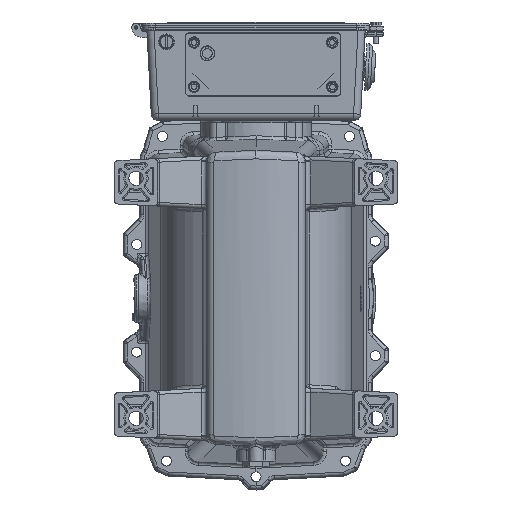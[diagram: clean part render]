
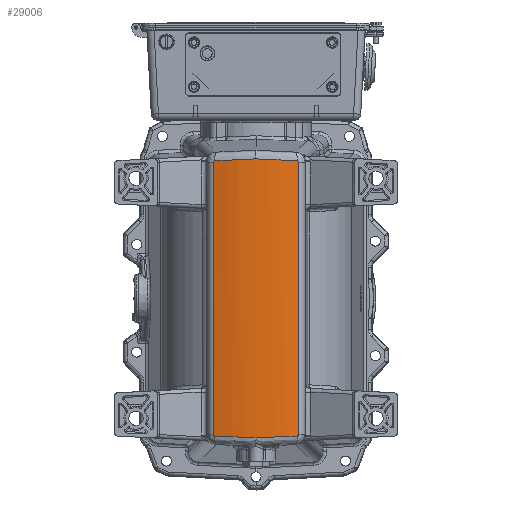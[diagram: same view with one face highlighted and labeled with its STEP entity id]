
A CAD part, front view. The second image highlights one B-rep face of the part: STEP entity #29006.
In plain terms, the highlighted cylindrical face has radius 240 mm (diameter 480 mm), a partial arc.
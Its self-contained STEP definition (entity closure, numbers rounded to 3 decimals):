
#3047=CARTESIAN_POINT('',(57.423,16.971,192.171));
#3048=CARTESIAN_POINT('',(51.203,15.438,192.405));
#3049=CARTESIAN_POINT('',(38.617,12.865,192.904));
#3050=CARTESIAN_POINT('',(19.394,10.523,193.746));
#3051=CARTESIAN_POINT('',(6.471,10.,194.364));
#3052=CARTESIAN_POINT('',(0.,10.,
194.687));
#3054=CARTESIAN_POINT('',(59.441,17.477,190.2));
#3055=CARTESIAN_POINT('',(59.441,17.477,190.371));
#3056=CARTESIAN_POINT('',(59.397,17.466,190.7));
#3057=CARTESIAN_POINT('',(59.195,17.415,191.175));
#3058=CARTESIAN_POINT('',(58.873,17.333,191.583));
#3059=CARTESIAN_POINT('',(58.452,17.227,191.901));
#3060=CARTESIAN_POINT('',(57.954,17.102,192.109));
#3061=CARTESIAN_POINT('',(57.604,17.016,192.164));
#3062=CARTESIAN_POINT('',(57.423,16.971,192.171));
#3064=DIRECTION('',(0.,0.,1.));
#3065=VECTOR('',#3064,380.401);
#3066=CARTESIAN_POINT('',(59.441,17.477,-190.2));
#3067=LINE('',#3066,#3065);
#3068=CARTESIAN_POINT('',(57.423,16.971,-192.171));
#3069=CARTESIAN_POINT('',(57.604,17.016,-192.164));
#3070=CARTESIAN_POINT('',(57.954,17.102,-192.109));
#3071=CARTESIAN_POINT('',(58.452,17.227,-191.901));
#3072=CARTESIAN_POINT('',(58.873,17.333,-191.583));
#3073=CARTESIAN_POINT('',(59.195,17.415,-191.175));
#3074=CARTESIAN_POINT('',(59.397,17.466,-190.7));
#3075=CARTESIAN_POINT('',(59.441,17.477,-190.371));
#3076=CARTESIAN_POINT('',(59.441,17.477,-190.2));
#3078=CARTESIAN_POINT('',(0.,10.,
-194.687));
#3079=CARTESIAN_POINT('',(6.471,10.,-194.364));
#3080=CARTESIAN_POINT('',(19.394,10.523,-193.746));
#3081=CARTESIAN_POINT('',(38.617,12.865,-192.904));
#3082=CARTESIAN_POINT('',(51.203,15.438,-192.405));
#3083=CARTESIAN_POINT('',(57.423,16.971,-192.171));
#3085=CARTESIAN_POINT('',(-57.423,16.971,
-192.171));
#3086=CARTESIAN_POINT('',(-51.203,15.438,
-192.405));
#3087=CARTESIAN_POINT('',(-38.617,12.865,
-192.904));
#3088=CARTESIAN_POINT('',(-19.394,10.523,
-193.746));
#3089=CARTESIAN_POINT('',(-6.471,10.,
-194.364));
#3090=CARTESIAN_POINT('',(0.,10.,
-194.687));
#3092=CARTESIAN_POINT('',(-59.441,17.477,
-190.2));
#3093=CARTESIAN_POINT('',(-59.441,17.477,
-190.371));
#3094=CARTESIAN_POINT('',(-59.397,17.466,
-190.7));
#3095=CARTESIAN_POINT('',(-59.195,17.415,
-191.175));
#3096=CARTESIAN_POINT('',(-58.873,17.333,
-191.583));
#3097=CARTESIAN_POINT('',(-58.452,17.227,
-191.901));
#3098=CARTESIAN_POINT('',(-57.954,17.102,
-192.109));
#3099=CARTESIAN_POINT('',(-57.604,17.016,
-192.164));
#3100=CARTESIAN_POINT('',(-57.423,16.971,
-192.171));
#3102=DIRECTION('',(0.,0.,-1.));
#3103=VECTOR('',#3102,380.401);
#3104=CARTESIAN_POINT('',(-59.441,17.477,190.2));
#3105=LINE('',#3104,#3103);
#3106=CARTESIAN_POINT('',(-57.423,16.971,192.171));
#3107=CARTESIAN_POINT('',(-57.604,17.016,192.164));
#3108=CARTESIAN_POINT('',(-57.954,17.102,192.109));
#3109=CARTESIAN_POINT('',(-58.452,17.227,191.901));
#3110=CARTESIAN_POINT('',(-58.873,17.333,191.583));
#3111=CARTESIAN_POINT('',(-59.195,17.415,191.175));
#3112=CARTESIAN_POINT('',(-59.397,17.466,190.7));
#3113=CARTESIAN_POINT('',(-59.441,17.477,190.371));
#3114=CARTESIAN_POINT('',(-59.441,17.477,190.2));
#3116=CARTESIAN_POINT('',(0.,10.,
194.687));
#3117=CARTESIAN_POINT('',(-6.471,10.,194.364));
#3118=CARTESIAN_POINT('',(-19.394,10.523,193.746));
#3119=CARTESIAN_POINT('',(-38.617,12.865,192.904));
#3120=CARTESIAN_POINT('',(-51.203,15.438,192.405));
#3121=CARTESIAN_POINT('',(-57.423,16.971,192.171));
#22821=VERTEX_POINT('',#3047);
#22822=VERTEX_POINT('',#3052);
#22823=VERTEX_POINT('',#3054);
#22825=CARTESIAN_POINT('',(59.441,17.477,
-190.2));
#22826=VERTEX_POINT('',#22825);
#22829=VERTEX_POINT('',#3068);
#22831=VERTEX_POINT('',#3078);
#22832=VERTEX_POINT('',#3121);
#22834=VERTEX_POINT('',#3114);
#22836=CARTESIAN_POINT('',(-59.441,17.477,
-190.2));
#22837=VERTEX_POINT('',#22836);
#22840=VERTEX_POINT('',#3100);
#28979=CARTESIAN_POINT('',(0.,250.,-200.5));
#28980=DIRECTION('',(0.,0.,1.));
#28981=DIRECTION('',(1.,0.,0.));
#28982=AXIS2_PLACEMENT_3D('',#28979,#28980,#28981);
#28983=CYLINDRICAL_SURFACE('',#28982,240.);
#28985=ORIENTED_EDGE('',*,*,#28984,.F.);
#28987=ORIENTED_EDGE('',*,*,#28986,.F.);
#28989=ORIENTED_EDGE('',*,*,#28988,.F.);
#28991=ORIENTED_EDGE('',*,*,#28990,.F.);
#28993=ORIENTED_EDGE('',*,*,#28992,.F.);
#28995=ORIENTED_EDGE('',*,*,#28994,.F.);
#28997=ORIENTED_EDGE('',*,*,#28996,.F.);
#28999=ORIENTED_EDGE('',*,*,#28998,.F.);
#29001=ORIENTED_EDGE('',*,*,#29000,.F.);
#29003=ORIENTED_EDGE('',*,*,#29002,.F.);
#29004=EDGE_LOOP('',(#28985,#28987,#28989,#28991,#28993,#28995,#28997,#28999,
#29001,#29003));
#29005=FACE_OUTER_BOUND('',#29004,.F.);
#29006=ADVANCED_FACE('',(#29005),#28983,.T.);
#3053=B_SPLINE_CURVE_WITH_KNOTS('',3,(#3047,#3048,#3049,#3050,#3051,#3052),
.UNSPECIFIED.,.F.,.F.,(4,1,1,4),(0.,0.333,0.667,1.),
.UNSPECIFIED.);
#3063=B_SPLINE_CURVE_WITH_KNOTS('',3,(#3054,#3055,#3056,#3057,#3058,#3059,#3060,
#3061,#3062),.UNSPECIFIED.,.F.,.F.,(4,1,1,1,1,1,4),(0.,0.167,
0.333,0.5,0.667,0.833,1.),
.UNSPECIFIED.);
#3077=B_SPLINE_CURVE_WITH_KNOTS('',3,(#3068,#3069,#3070,#3071,#3072,#3073,#3074,
#3075,#3076),.UNSPECIFIED.,.F.,.F.,(4,1,1,1,1,1,4),(0.,0.167,
0.333,0.5,0.667,0.833,1.),
.UNSPECIFIED.);
#3084=B_SPLINE_CURVE_WITH_KNOTS('',3,(#3078,#3079,#3080,#3081,#3082,#3083),
.UNSPECIFIED.,.F.,.F.,(4,1,1,4),(0.,0.333,0.667,1.),
.UNSPECIFIED.);
#3091=B_SPLINE_CURVE_WITH_KNOTS('',3,(#3085,#3086,#3087,#3088,#3089,#3090),
.UNSPECIFIED.,.F.,.F.,(4,1,1,4),(0.,0.333,0.667,1.),
.UNSPECIFIED.);
#3101=B_SPLINE_CURVE_WITH_KNOTS('',3,(#3092,#3093,#3094,#3095,#3096,#3097,#3098,
#3099,#3100),.UNSPECIFIED.,.F.,.F.,(4,1,1,1,1,1,4),(0.,0.167,
0.333,0.5,0.667,0.833,1.),
.UNSPECIFIED.);
#3115=B_SPLINE_CURVE_WITH_KNOTS('',3,(#3106,#3107,#3108,#3109,#3110,#3111,#3112,
#3113,#3114),.UNSPECIFIED.,.F.,.F.,(4,1,1,1,1,1,4),(0.,0.167,
0.333,0.5,0.667,0.833,1.),
.UNSPECIFIED.);
#3122=B_SPLINE_CURVE_WITH_KNOTS('',3,(#3116,#3117,#3118,#3119,#3120,#3121),
.UNSPECIFIED.,.F.,.F.,(4,1,1,4),(0.,0.333,0.667,1.),
.UNSPECIFIED.);
#28984=EDGE_CURVE('',#22821,#22822,#3053,.T.);
#28986=EDGE_CURVE('',#22823,#22821,#3063,.T.);
#28988=EDGE_CURVE('',#22826,#22823,#3067,.T.);
#28990=EDGE_CURVE('',#22829,#22826,#3077,.T.);
#28992=EDGE_CURVE('',#22831,#22829,#3084,.T.);
#28994=EDGE_CURVE('',#22840,#22831,#3091,.T.);
#28996=EDGE_CURVE('',#22837,#22840,#3101,.T.);
#28998=EDGE_CURVE('',#22834,#22837,#3105,.T.);
#29000=EDGE_CURVE('',#22832,#22834,#3115,.T.);
#29002=EDGE_CURVE('',#22822,#22832,#3122,.T.);
